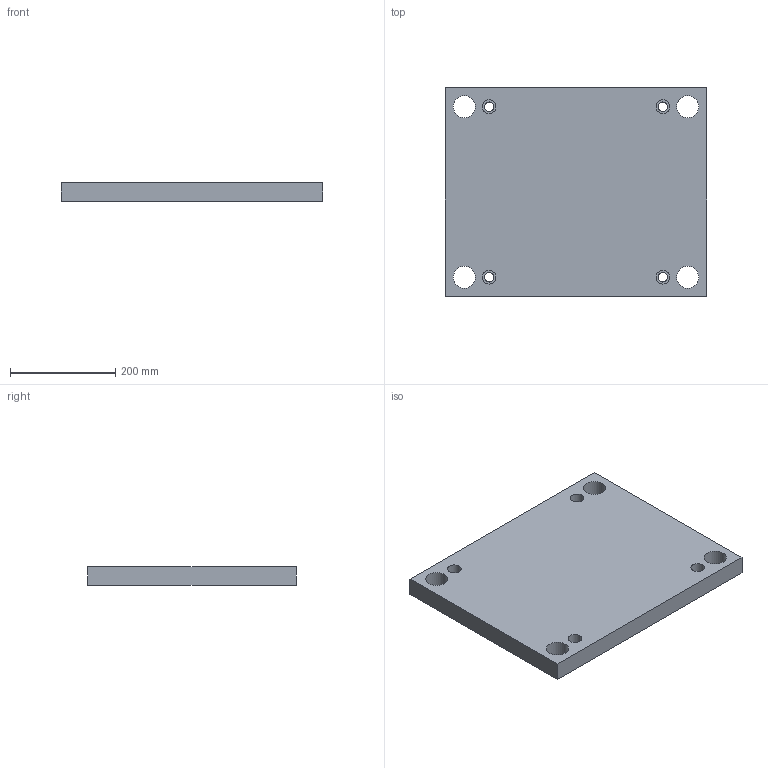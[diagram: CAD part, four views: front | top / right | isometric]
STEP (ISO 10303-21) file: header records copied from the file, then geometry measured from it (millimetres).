
FILE_DESCRIPTION( ( 'Unknown' ), '1' );
FILE_NAME( 'OS_D5_396x496x036_.stp', 'Unknown', ( 'Unknown' ), ( 'Unknown' ), 'XStep 1.0', 'Unknown', ' ' );
FILE_SCHEMA( ( 'CONFIG_CONTROL_DESIGN' ) );
Length unit declared in the file: millimetre
Products named in the file (1): 1
Bounding box: 496 x 396 x 36 mm (x, y, z)
Volume: 6811606.1 mm3; surface area: 473191.2 mm2
Topology: 1 solids, 1 shells, 22 faces, 52 edges, 36 vertices
Faces by surface type: cylinder 12, plane 10
Full cylindrical faces by diameter (mm): 18 x4, 26 x4, 42 x4
Entity records: 633 total; most frequent: DIRECTION 106, CARTESIAN_POINT 91, ORIENTED_EDGE 72, EDGE_LOOP 54, AXIS2_PLACEMENT_3D 47, EDGE_CURVE 36, FACE_OUTER_BOUND 34, VERTEX_POINT 32
